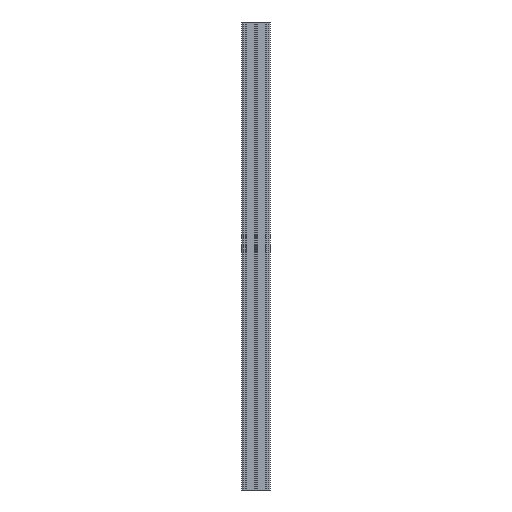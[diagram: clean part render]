
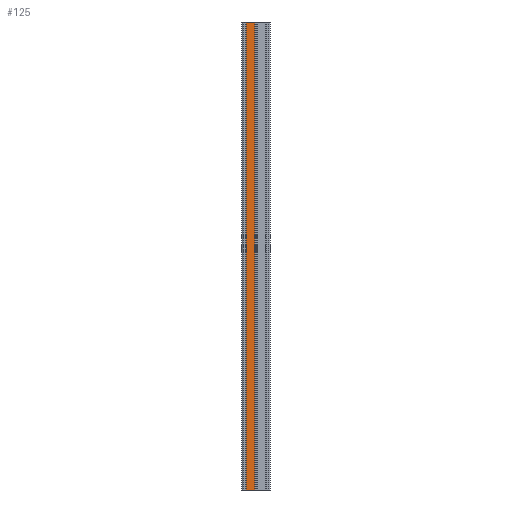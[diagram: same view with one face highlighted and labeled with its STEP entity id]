
A CAD part, front view. The second image highlights one B-rep face of the part: STEP entity #125.
In plain terms, the highlighted planar face has unit normal (0, -1, 0).
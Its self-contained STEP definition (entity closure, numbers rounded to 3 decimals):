
#49 = VECTOR ( 'NONE', #2370, 1000. ) ;
#125 = ADVANCED_FACE ( 'NONE', ( #478 ), #936, .F. ) ;
#131 = ORIENTED_EDGE ( 'NONE', *, *, #2505, .T. ) ;
#155 = VERTEX_POINT ( 'NONE', #3476 ) ;
#291 = DIRECTION ( 'NONE',  ( 0., 0., -1. ) ) ;
#301 = DIRECTION ( 'NONE',  ( 1., 0., 0. ) ) ;
#318 = VECTOR ( 'NONE', #291, 1000. ) ;
#362 = VECTOR ( 'NONE', #2732, 1000. ) ;
#452 = LINE ( 'NONE', #3323, #362 ) ;
#478 = FACE_OUTER_BOUND ( 'NONE', #1041, .T. ) ;
#936 = PLANE ( 'NONE',  #3411 ) ;
#1023 = LINE ( 'NONE', #3899, #318 ) ;
#1041 = EDGE_LOOP ( 'NONE', ( #131, #3414, #2162, #2692 ) ) ;
#1185 = CARTESIAN_POINT ( 'NONE',  ( 104.901, 182.218, 2000. ) ) ;
#1235 = CARTESIAN_POINT ( 'NONE',  ( 144.608, 182.218, 2000. ) ) ;
#1424 = EDGE_CURVE ( 'NONE', #3709, #2793, #2622, .T. ) ;
#1547 = DIRECTION ( 'NONE',  ( -1., 0., 0. ) ) ;
#1630 = CARTESIAN_POINT ( 'NONE',  ( 104.901, 182.218, 0. ) ) ;
#1858 = EDGE_CURVE ( 'NONE', #3709, #155, #3521, .T. ) ;
#2162 = ORIENTED_EDGE ( 'NONE', *, *, #1858, .F. ) ;
#2317 = EDGE_CURVE ( 'NONE', #155, #3873, #1023, .T. ) ;
#2370 = DIRECTION ( 'NONE',  ( 0., 0., -1. ) ) ;
#2505 = EDGE_CURVE ( 'NONE', #2793, #3873, #452, .T. ) ;
#2622 = LINE ( 'NONE', #1185, #49 ) ;
#2692 = ORIENTED_EDGE ( 'NONE', *, *, #1424, .T. ) ;
#2732 = DIRECTION ( 'NONE',  ( 1., 0., 0. ) ) ;
#2793 = VERTEX_POINT ( 'NONE', #1630 ) ;
#2900 = CARTESIAN_POINT ( 'NONE',  ( 104.901, 182.218, 2000. ) ) ;
#3323 = CARTESIAN_POINT ( 'NONE',  ( 144.608, 182.218, 0. ) ) ;
#3342 = VECTOR ( 'NONE', #301, 1000. ) ;
#3347 = DIRECTION ( 'NONE',  ( 0., 1., 0. ) ) ;
#3411 = AXIS2_PLACEMENT_3D ( 'NONE', #1235, #3347, #1547 ) ;
#3414 = ORIENTED_EDGE ( 'NONE', *, *, #2317, .F. ) ;
#3476 = CARTESIAN_POINT ( 'NONE',  ( 144.608, 182.218, 2000. ) ) ;
#3521 = LINE ( 'NONE', #3623, #3342 ) ;
#3623 = CARTESIAN_POINT ( 'NONE',  ( 144.608, 182.218, 2000. ) ) ;
#3709 = VERTEX_POINT ( 'NONE', #2900 ) ;
#3873 = VERTEX_POINT ( 'NONE', #3902 ) ;
#3899 = CARTESIAN_POINT ( 'NONE',  ( 144.608, 182.218, 2000. ) ) ;
#3902 = CARTESIAN_POINT ( 'NONE',  ( 144.608, 182.218, 0. ) ) ;
